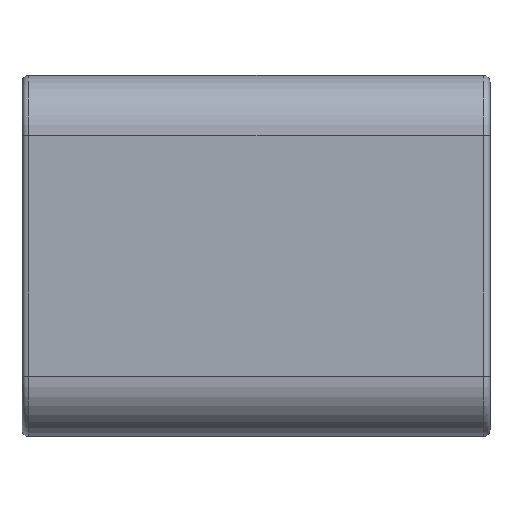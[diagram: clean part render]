
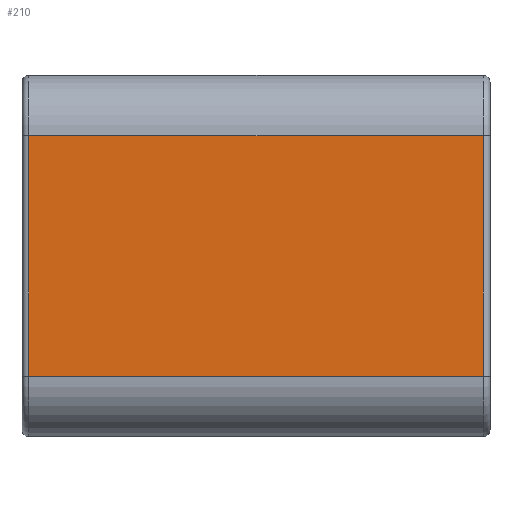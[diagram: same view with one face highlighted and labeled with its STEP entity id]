
A CAD part, top view. The second image highlights one B-rep face of the part: STEP entity #210.
In plain terms, the highlighted planar face has unit normal (0, 0, 1).
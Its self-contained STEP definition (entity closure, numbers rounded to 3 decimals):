
#18=PLANE('',#254);
#36=FACE_OUTER_BOUND('',#50,.T.);
#50=EDGE_LOOP('',(#187,#188,#189,#190));
#54=LINE('',#350,#66);
#56=LINE('',#359,#68);
#61=LINE('',#381,#73);
#62=LINE('',#385,#74);
#66=VECTOR('',#278,10.);
#68=VECTOR('',#290,10.);
#73=VECTOR('',#317,10.);
#74=VECTOR('',#324,10.);
#95=VERTEX_POINT('',#340);
#97=VERTEX_POINT('',#346);
#100=VERTEX_POINT('',#357);
#104=VERTEX_POINT('',#372);
#116=EDGE_CURVE('',#95,#97,#54,.T.);
#121=EDGE_CURVE('',#100,#95,#56,.T.);
#132=EDGE_CURVE('',#104,#100,#61,.T.);
#134=EDGE_CURVE('',#97,#104,#62,.T.);
#187=ORIENTED_EDGE('',*,*,#116,.F.);
#188=ORIENTED_EDGE('',*,*,#121,.F.);
#189=ORIENTED_EDGE('',*,*,#132,.F.);
#190=ORIENTED_EDGE('',*,*,#134,.F.);
#210=ADVANCED_FACE('',(#36),#18,.T.);
#254=AXIS2_PLACEMENT_3D('',#387,#327,#328);
#278=DIRECTION('',(0.,-1.,0.));
#290=DIRECTION('',(1.,0.,0.));
#317=DIRECTION('',(0.,1.,0.));
#324=DIRECTION('',(-1.,0.,0.));
#327=DIRECTION('center_axis',(0.,0.,1.));
#328=DIRECTION('ref_axis',(1.,0.,0.));
#340=CARTESIAN_POINT('',(69.,45.,18.));
#346=CARTESIAN_POINT('',(69.,9.,18.));
#350=CARTESIAN_POINT('',(69.,13.5,18.));
#357=CARTESIAN_POINT('',(1.,45.,18.));
#359=CARTESIAN_POINT('',(52.5,45.,18.));
#372=CARTESIAN_POINT('',(1.,9.,18.));
#381=CARTESIAN_POINT('',(1.,40.5,18.));
#385=CARTESIAN_POINT('',(17.5,9.,18.));
#387=CARTESIAN_POINT('Origin',(35.,27.,18.));
